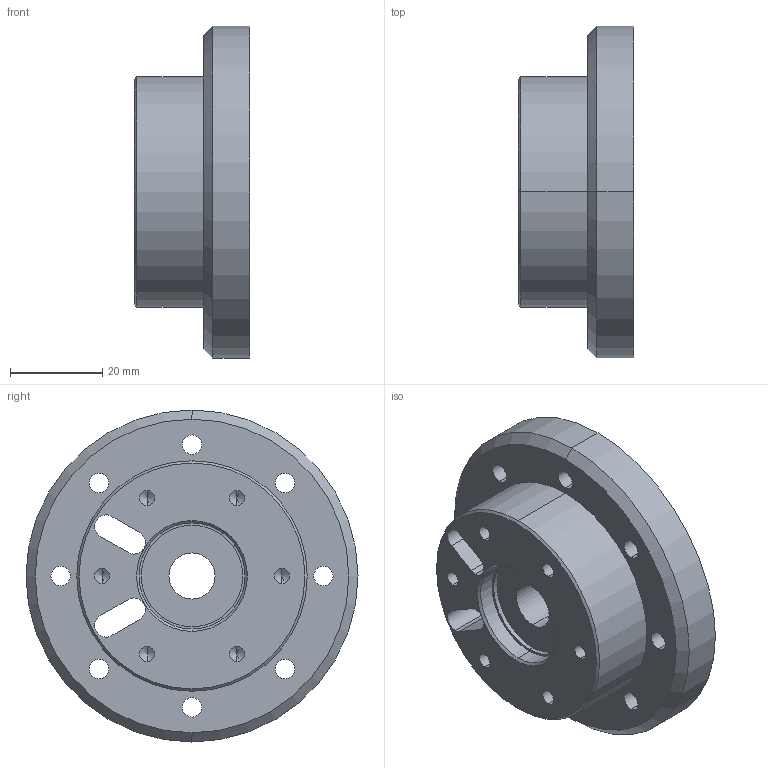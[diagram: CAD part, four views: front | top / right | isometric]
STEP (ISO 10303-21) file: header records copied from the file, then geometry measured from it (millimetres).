
FILE_DESCRIPTION (( 'STEP AP214' ), '1' );
FILE_NAME ('J6_cycloidalDrive2_output.STEP', '2025-10-13T15:16:20', ( '' ), ( '' ), 'SwSTEP 2.0', 'SolidWorks 2025', '' );
FILE_SCHEMA (( 'AUTOMOTIVE_DESIGN' ));
Length unit declared in the file: millimetre
Products named in the file (1): J6_cycloidalDrive2_output
Bounding box: 25 x 72 x 72 mm (x, y, z)
Volume: 59263.9 mm3; surface area: 16391.7 mm2
Topology: 1 solids, 1 shells, 74 faces, 192 edges, 116 vertices
Faces by surface type: cylinder 46, cone 18, plane 10
Entity records: 2587 total; most frequent: DIRECTION 430, CARTESIAN_POINT 377, ORIENTED_EDGE 360, EDGE_CURVE 180, AXIS2_PLACEMENT_3D 177, VERTEX_POINT 116, EDGE_LOOP 104, CIRCLE 102
